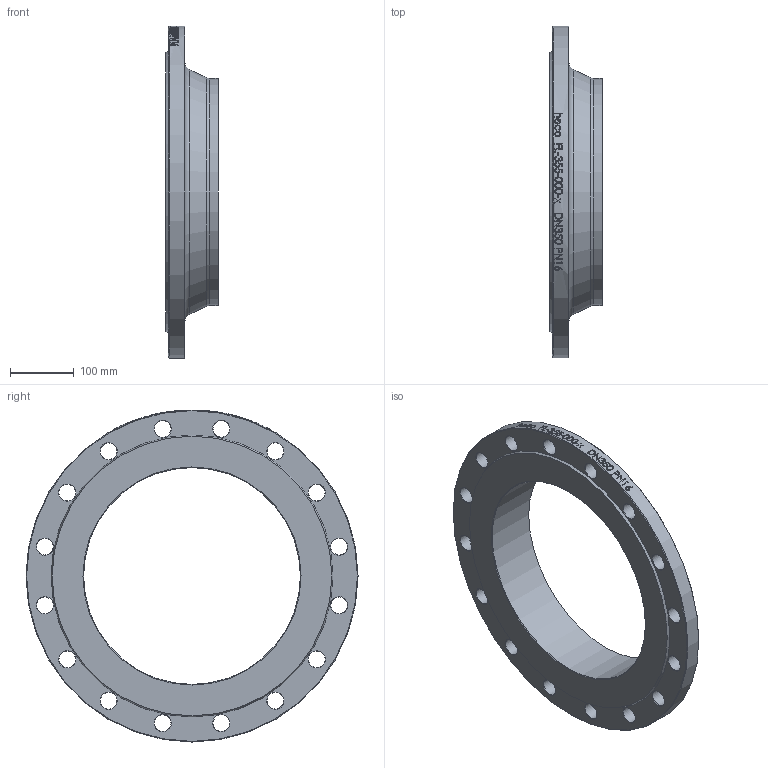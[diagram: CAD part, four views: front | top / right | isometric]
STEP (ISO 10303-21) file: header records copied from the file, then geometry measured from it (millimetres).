
FILE_DESCRIPTION (( 'STEP AP214' ), '1' );
FILE_NAME ('FL-355-000-x Vorschweissflansch DN350 PN16 iso DIN2633 2009.STEP', '2020-09-18T12:05:51', ( '' ), ( '' ), 'SwSTEP 2.0', 'SolidWorks 2019', '' );
FILE_SCHEMA (( 'AUTOMOTIVE_DESIGN' ));
Length unit declared in the file: millimetre
Products named in the file (1): FL-355-000-x Vorschweissflansch DN350 PN16 iso DIN2633 2009
Bounding box: 82 x 520 x 520 mm (x, y, z)
Volume: 4014188 mm3; surface area: 433232.7 mm2
Topology: 1 solids, 1 shells, 96 faces, 422 edges, 363 vertices
Faces by surface type: cylinder 53, cone 37, plane 4, torus 2
Full cylindrical faces by diameter (mm): 26 x16, 339.6 x1, 355.6 x1, 520 x1
Entity records: 11669 total; most frequent: CARTESIAN_POINT 8233, ORIENTED_EDGE 686, DIRECTION 499, VERTEX_POINT 343, EDGE_CURVE 343, AXIS2_PLACEMENT_3D 230, EDGE_LOOP 224, B_SPLINE_CURVE_WITH_KNOTS 171
